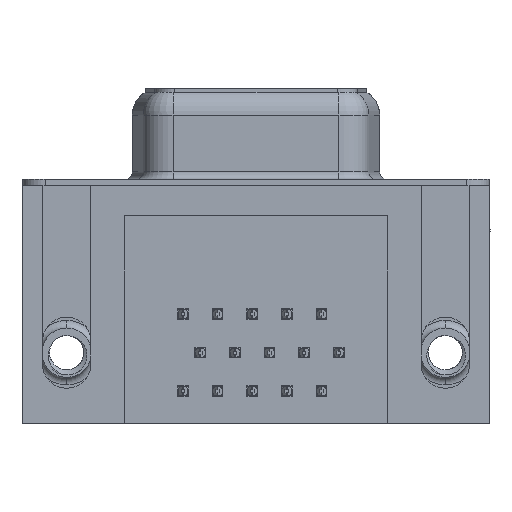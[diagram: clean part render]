
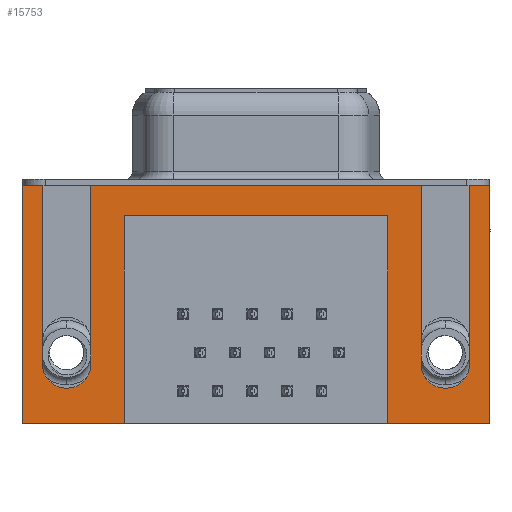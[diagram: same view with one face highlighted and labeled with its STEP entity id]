
A CAD part, front view. The second image highlights one B-rep face of the part: STEP entity #15753.
In plain terms, the highlighted planar face has unit normal (0, -1, 0).
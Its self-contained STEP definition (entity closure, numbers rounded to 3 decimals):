
#256 = LINE ( 'NONE', #25459, #19180 ) ;
#570 = ORIENTED_EDGE ( 'NONE', *, *, #26140, .F. ) ;
#601 = VERTEX_POINT ( 'NONE', #2230 ) ;
#1496 = LINE ( 'NONE', #23040, #33415 ) ;
#2156 = VERTEX_POINT ( 'NONE', #12617 ) ;
#2230 = CARTESIAN_POINT ( 'NONE',  ( 1.6, -6.275, -11.78 ) ) ;
#2447 = DIRECTION ( 'NONE',  ( -1., 0., 0. ) ) ;
#2618 = ORIENTED_EDGE ( 'NONE', *, *, #21163, .F. ) ;
#3132 = VECTOR ( 'NONE', #21004, 1000. ) ;
#3222 = VECTOR ( 'NONE', #8782, 1000. ) ;
#3931 = DIRECTION ( 'NONE',  ( 0., -1., 0. ) ) ;
#3951 = EDGE_CURVE ( 'NONE', #33404, #32024, #14909, .T. ) ;
#4044 = LINE ( 'NONE', #19076, #16914 ) ;
#4100 = ORIENTED_EDGE ( 'NONE', *, *, #15829, .F. ) ;
#4497 = VERTEX_POINT ( 'NONE', #19254 ) ;
#4888 = DIRECTION ( 'NONE',  ( 0., 0., -1. ) ) ;
#5387 = LINE ( 'NONE', #17369, #11429 ) ;
#6216 = CARTESIAN_POINT ( 'NONE',  ( -2.91, -6.275, 0. ) ) ;
#6387 = CARTESIAN_POINT ( 'NONE',  ( 24.99, -6.275, -11.78 ) ) ;
#6438 = VECTOR ( 'NONE', #13877, 1000. ) ;
#6753 = CARTESIAN_POINT ( 'NONE',  ( 1.6, -6.275, 0. ) ) ;
#7007 = EDGE_CURVE ( 'NONE', #8959, #33357, #26569, .T. ) ;
#7551 = DIRECTION ( 'NONE',  ( 0., 0., 1. ) ) ;
#7971 = VERTEX_POINT ( 'NONE', #13823 ) ;
#8042 = VECTOR ( 'NONE', #2447, 1000. ) ;
#8355 = AXIS2_PLACEMENT_3D ( 'NONE', #19355, #3931, #21962 ) ;
#8431 = DIRECTION ( 'NONE',  ( 0., 0., -1. ) ) ;
#8554 = DIRECTION ( 'NONE',  ( 1., 0., 0. ) ) ;
#8687 = ORIENTED_EDGE ( 'NONE', *, *, #33299, .F. ) ;
#8721 = DIRECTION ( 'NONE',  ( 0., 0., 1. ) ) ;
#8782 = DIRECTION ( 'NONE',  ( 1., 0., 0. ) ) ;
#8829 = CARTESIAN_POINT ( 'NONE',  ( -2.91, -6.275, -2.5 ) ) ;
#8959 = VERTEX_POINT ( 'NONE', #31571 ) ;
#8961 = DIRECTION ( 'NONE',  ( -1., 0., 0. ) ) ;
#9074 = CARTESIAN_POINT ( 'NONE',  ( 23.39, -6.275, 0. ) ) ;
#9110 = CARTESIAN_POINT ( 'NONE',  ( 27.9, -6.275, -15.7 ) ) ;
#9155 = LINE ( 'NONE', #21130, #3132 ) ;
#9156 = CARTESIAN_POINT ( 'NONE',  ( 21.2, -6.275, -2. ) ) ;
#9215 = LINE ( 'NONE', #13201, #22968 ) ;
#9696 = DIRECTION ( 'NONE',  ( 0., 0., 1. ) ) ;
#10131 = CARTESIAN_POINT ( 'NONE',  ( -1.6, -6.275, 0. ) ) ;
#11421 = DIRECTION ( 'NONE',  ( -1., 0., 0. ) ) ;
#11429 = VECTOR ( 'NONE', #9696, 1000. ) ;
#11587 = EDGE_CURVE ( 'NONE', #7971, #32526, #13433, .T. ) ;
#11670 = LINE ( 'NONE', #32010, #6438 ) ;
#11747 = ORIENTED_EDGE ( 'NONE', *, *, #7007, .F. ) ;
#11750 = DIRECTION ( 'NONE',  ( 0., 0., 1. ) ) ;
#12210 = ORIENTED_EDGE ( 'NONE', *, *, #18232, .F. ) ;
#12617 = CARTESIAN_POINT ( 'NONE',  ( 27.9, -6.275, 0. ) ) ;
#12637 = VERTEX_POINT ( 'NONE', #18317 ) ;
#12996 = ORIENTED_EDGE ( 'NONE', *, *, #3951, .F. ) ;
#13201 = CARTESIAN_POINT ( 'NONE',  ( -2.91, -6.275, 0. ) ) ;
#13422 = EDGE_LOOP ( 'NONE', ( #26127, #15377, #26635, #20575, #8687, #12210, #16608, #11747, #2618, #26519, #22419, #12996, #570, #17570, #21474, #4100 ) ) ;
#13433 = LINE ( 'NONE', #24175, #32505 ) ;
#13768 = EDGE_CURVE ( 'NONE', #18250, #19051, #31632, .T. ) ;
#13823 = CARTESIAN_POINT ( 'NONE',  ( 3.79, -6.275, -15.7 ) ) ;
#13877 = DIRECTION ( 'NONE',  ( 0., 0., -1. ) ) ;
#14909 = LINE ( 'NONE', #22960, #8042 ) ;
#15377 = ORIENTED_EDGE ( 'NONE', *, *, #19574, .F. ) ;
#15452 = CIRCLE ( 'NONE', #17090, 1.6 ) ;
#15753 = ADVANCED_FACE ( 'NONE', ( #19364 ), #29086, .T. ) ;
#15823 = EDGE_CURVE ( 'NONE', #33357, #26188, #11670, .T. ) ;
#15826 = EDGE_CURVE ( 'NONE', #20699, #12637, #4044, .T. ) ;
#15829 = EDGE_CURVE ( 'NONE', #21532, #2156, #23786, .T. ) ;
#16229 = LINE ( 'NONE', #8829, #24781 ) ;
#16273 = CARTESIAN_POINT ( 'NONE',  ( -2.91, -6.275, -15.7 ) ) ;
#16330 = AXIS2_PLACEMENT_3D ( 'NONE', #21337, #23924, #8431 ) ;
#16541 = EDGE_CURVE ( 'NONE', #17288, #18250, #9215, .T. ) ;
#16608 = ORIENTED_EDGE ( 'NONE', *, *, #15823, .F. ) ;
#16914 = VECTOR ( 'NONE', #21679, 1000. ) ;
#17070 = CARTESIAN_POINT ( 'NONE',  ( 3.79, -6.275, -2. ) ) ;
#17090 = AXIS2_PLACEMENT_3D ( 'NONE', #6387, #24465, #8961 ) ;
#17288 = VERTEX_POINT ( 'NONE', #6753 ) ;
#17369 = CARTESIAN_POINT ( 'NONE',  ( 1.6, -6.275, 0. ) ) ;
#17570 = ORIENTED_EDGE ( 'NONE', *, *, #15826, .F. ) ;
#17786 = EDGE_CURVE ( 'NONE', #4497, #21532, #9155, .T. ) ;
#17812 = CARTESIAN_POINT ( 'NONE',  ( 23.39, -6.275, 0. ) ) ;
#17821 = VECTOR ( 'NONE', #33468, 1000. ) ;
#18232 = EDGE_CURVE ( 'NONE', #26188, #601, #24877, .T. ) ;
#18250 = VERTEX_POINT ( 'NONE', #9074 ) ;
#18317 = CARTESIAN_POINT ( 'NONE',  ( 21.2, -6.275, -15.7 ) ) ;
#19051 = VERTEX_POINT ( 'NONE', #30239 ) ;
#19076 = CARTESIAN_POINT ( 'NONE',  ( 27.9, -6.275, -15.7 ) ) ;
#19180 = VECTOR ( 'NONE', #4888, 1000. ) ;
#19254 = CARTESIAN_POINT ( 'NONE',  ( 26.59, -6.275, -11.78 ) ) ;
#19355 = CARTESIAN_POINT ( 'NONE',  ( 0., -6.275, -11.78 ) ) ;
#19364 = FACE_OUTER_BOUND ( 'NONE', #13422, .T. ) ;
#19574 = EDGE_CURVE ( 'NONE', #19051, #4497, #15452, .T. ) ;
#20575 = ORIENTED_EDGE ( 'NONE', *, *, #16541, .F. ) ;
#20699 = VERTEX_POINT ( 'NONE', #9110 ) ;
#20959 = CARTESIAN_POINT ( 'NONE',  ( 21.2, -6.275, -2. ) ) ;
#21004 = DIRECTION ( 'NONE',  ( 0., 0., 1. ) ) ;
#21130 = CARTESIAN_POINT ( 'NONE',  ( 26.59, -6.275, 0. ) ) ;
#21163 = EDGE_CURVE ( 'NONE', #32526, #8959, #16229, .T. ) ;
#21337 = CARTESIAN_POINT ( 'NONE',  ( -2.91, -6.275, -2.5 ) ) ;
#21447 = CARTESIAN_POINT ( 'NONE',  ( -2.91, -6.275, 0. ) ) ;
#21474 = ORIENTED_EDGE ( 'NONE', *, *, #26237, .T. ) ;
#21532 = VERTEX_POINT ( 'NONE', #23182 ) ;
#21679 = DIRECTION ( 'NONE',  ( -1., 0., 0. ) ) ;
#21962 = DIRECTION ( 'NONE',  ( 1., 0., 0. ) ) ;
#22049 = LINE ( 'NONE', #9156, #28194 ) ;
#22419 = ORIENTED_EDGE ( 'NONE', *, *, #28464, .F. ) ;
#22960 = CARTESIAN_POINT ( 'NONE',  ( 3.79, -6.275, -2. ) ) ;
#22968 = VECTOR ( 'NONE', #31373, 1000. ) ;
#23040 = CARTESIAN_POINT ( 'NONE',  ( 27.9, -6.275, -2.5 ) ) ;
#23182 = CARTESIAN_POINT ( 'NONE',  ( 26.59, -6.275, 0. ) ) ;
#23786 = LINE ( 'NONE', #6216, #3222 ) ;
#23924 = DIRECTION ( 'NONE',  ( 0., -1., 0. ) ) ;
#24175 = CARTESIAN_POINT ( 'NONE',  ( 27.9, -6.275, -15.7 ) ) ;
#24465 = DIRECTION ( 'NONE',  ( 0., -1., 0. ) ) ;
#24781 = VECTOR ( 'NONE', #8721, 1000. ) ;
#24877 = CIRCLE ( 'NONE', #8355, 1.6 ) ;
#25459 = CARTESIAN_POINT ( 'NONE',  ( 3.79, -6.275, -2. ) ) ;
#26127 = ORIENTED_EDGE ( 'NONE', *, *, #17786, .F. ) ;
#26140 = EDGE_CURVE ( 'NONE', #12637, #33404, #22049, .T. ) ;
#26188 = VERTEX_POINT ( 'NONE', #32602 ) ;
#26237 = EDGE_CURVE ( 'NONE', #20699, #2156, #1496, .T. ) ;
#26519 = ORIENTED_EDGE ( 'NONE', *, *, #11587, .F. ) ;
#26569 = LINE ( 'NONE', #21447, #32642 ) ;
#26635 = ORIENTED_EDGE ( 'NONE', *, *, #13768, .F. ) ;
#28194 = VECTOR ( 'NONE', #11750, 1000. ) ;
#28464 = EDGE_CURVE ( 'NONE', #32024, #7971, #256, .T. ) ;
#29086 = PLANE ( 'NONE',  #16330 ) ;
#30239 = CARTESIAN_POINT ( 'NONE',  ( 23.39, -6.275, -11.78 ) ) ;
#31373 = DIRECTION ( 'NONE',  ( 1., 0., 0. ) ) ;
#31571 = CARTESIAN_POINT ( 'NONE',  ( -2.91, -6.275, 0. ) ) ;
#31632 = LINE ( 'NONE', #17812, #17821 ) ;
#32010 = CARTESIAN_POINT ( 'NONE',  ( -1.6, -6.275, 0. ) ) ;
#32024 = VERTEX_POINT ( 'NONE', #17070 ) ;
#32505 = VECTOR ( 'NONE', #11421, 1000. ) ;
#32526 = VERTEX_POINT ( 'NONE', #16273 ) ;
#32602 = CARTESIAN_POINT ( 'NONE',  ( -1.6, -6.275, -11.78 ) ) ;
#32642 = VECTOR ( 'NONE', #8554, 1000. ) ;
#33299 = EDGE_CURVE ( 'NONE', #601, #17288, #5387, .T. ) ;
#33357 = VERTEX_POINT ( 'NONE', #10131 ) ;
#33404 = VERTEX_POINT ( 'NONE', #20959 ) ;
#33415 = VECTOR ( 'NONE', #7551, 1000. ) ;
#33468 = DIRECTION ( 'NONE',  ( 0., 0., -1. ) ) ;
